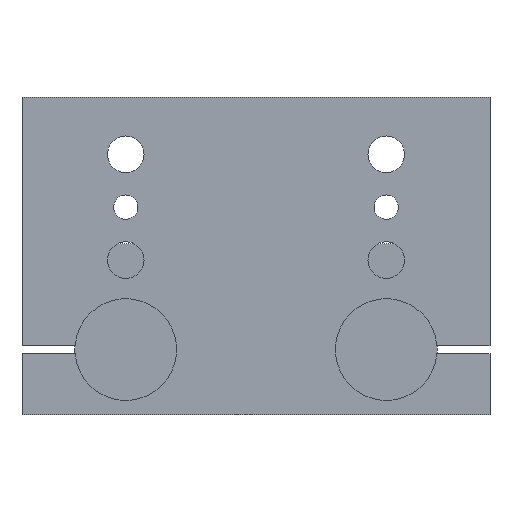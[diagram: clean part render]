
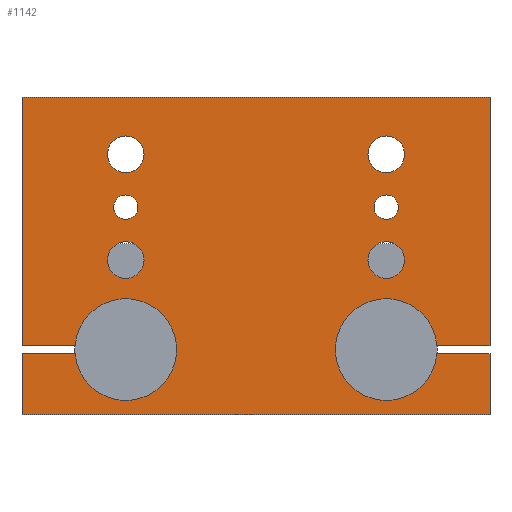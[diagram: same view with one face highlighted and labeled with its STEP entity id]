
A CAD part, front view. The second image highlights one B-rep face of the part: STEP entity #1142.
In plain terms, the highlighted planar face has unit normal (0, -1, 0).
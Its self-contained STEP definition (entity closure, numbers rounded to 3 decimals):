
#123=CARTESIAN_POINT('',(44.45,0.0,17.0));
#124=VERTEX_POINT('',#123);
#131=CARTESIAN_POINT('',(44.45,0.0,15.0));
#132=VERTEX_POINT('',#131);
#133=CARTESIAN_POINT('',(32.0,0.0,16.0));
#134=DIRECTION('',(0.0,-1.0,0.0));
#135=DIRECTION('',(0.997,0.0,0.08));
#136=AXIS2_PLACEMENT_3D('',#133,#134,#135);
#137=CIRCLE('',#136,12.49);
#138=EDGE_CURVE('',#124,#132,#137,.T.);
#165=CARTESIAN_POINT('',(29.,0.0,51.));
#166=VERTEX_POINT('',#165);
#167=CARTESIAN_POINT('',(32.0,0.0,51.));
#168=DIRECTION('',(0.0,1.0,0.0));
#169=DIRECTION('',(1.0,0.0,0.0));
#170=AXIS2_PLACEMENT_3D('',#167,#168,#169);
#171=CIRCLE('',#170,3.0);
#172=EDGE_CURVE('',#166,#166,#171,.T.);
#193=CARTESIAN_POINT('',(-35.0,0.0,51.));
#194=VERTEX_POINT('',#193);
#195=CARTESIAN_POINT('',(-32.0,0.0,51.));
#196=DIRECTION('',(0.0,1.0,0.0));
#197=DIRECTION('',(1.0,0.0,0.0));
#198=AXIS2_PLACEMENT_3D('',#195,#196,#197);
#199=CIRCLE('',#198,3.0);
#200=EDGE_CURVE('',#194,#194,#199,.T.);
#274=CARTESIAN_POINT('',(-44.45,0.0,15.0));
#275=VERTEX_POINT('',#274);
#282=CARTESIAN_POINT('',(-44.45,0.0,17.0));
#283=VERTEX_POINT('',#282);
#284=CARTESIAN_POINT('',(-32.0,0.0,16.0));
#285=DIRECTION('',(0.0,-1.0,0.0));
#286=DIRECTION('',(-0.997,0.0,-0.08));
#287=AXIS2_PLACEMENT_3D('',#284,#285,#286);
#288=CIRCLE('',#287,12.49);
#289=EDGE_CURVE('',#275,#283,#288,.T.);
#460=CARTESIAN_POINT('',(27.5,0.0,38.0));
#461=VERTEX_POINT('',#460);
#462=CARTESIAN_POINT('',(32.0,0.0,38.0));
#463=DIRECTION('',(0.0,1.0,0.0));
#464=DIRECTION('',(1.0,0.0,0.0));
#465=AXIS2_PLACEMENT_3D('',#462,#463,#464);
#466=CIRCLE('',#465,4.5);
#467=EDGE_CURVE('',#461,#461,#466,.T.);
#516=CARTESIAN_POINT('',(-36.5,0.0,64.0));
#517=VERTEX_POINT('',#516);
#518=CARTESIAN_POINT('',(-32.0,0.0,64.0));
#519=DIRECTION('',(0.0,1.0,0.0));
#520=DIRECTION('',(1.0,0.0,0.0));
#521=AXIS2_PLACEMENT_3D('',#518,#519,#520);
#522=CIRCLE('',#521,4.5);
#523=EDGE_CURVE('',#517,#517,#522,.T.);
#572=CARTESIAN_POINT('',(27.5,0.0,64.0));
#573=VERTEX_POINT('',#572);
#574=CARTESIAN_POINT('',(32.0,0.0,64.0));
#575=DIRECTION('',(0.0,1.0,0.0));
#576=DIRECTION('',(1.0,0.0,0.0));
#577=AXIS2_PLACEMENT_3D('',#574,#575,#576);
#578=CIRCLE('',#577,4.5);
#579=EDGE_CURVE('',#573,#573,#578,.T.);
#628=CARTESIAN_POINT('',(-36.5,0.0,38.0));
#629=VERTEX_POINT('',#628);
#630=CARTESIAN_POINT('',(-32.0,0.0,38.0));
#631=DIRECTION('',(0.0,1.0,0.0));
#632=DIRECTION('',(1.0,0.0,0.0));
#633=AXIS2_PLACEMENT_3D('',#630,#631,#632);
#634=CIRCLE('',#633,4.5);
#635=EDGE_CURVE('',#629,#629,#634,.T.);
#748=CARTESIAN_POINT('',(-57.5,0.0,15.0));
#749=VERTEX_POINT('',#748);
#756=CARTESIAN_POINT('',(-57.5,0.0,15.0));
#757=DIRECTION('',(1.0,0.0,0.0));
#758=VECTOR('',#757,13.05);
#759=LINE('',#756,#758);
#760=EDGE_CURVE('',#749,#275,#759,.T.);
#905=CARTESIAN_POINT('',(57.5,0.0,15.0));
#906=VERTEX_POINT('',#905);
#907=CARTESIAN_POINT('',(44.45,0.0,15.0));
#908=DIRECTION('',(1.0,0.0,0.0));
#909=VECTOR('',#908,13.05);
#910=LINE('',#907,#909);
#911=EDGE_CURVE('',#132,#906,#910,.T.);
#929=CARTESIAN_POINT('',(57.5,0.0,0.0));
#930=VERTEX_POINT('',#929);
#937=CARTESIAN_POINT('',(-57.5,0.0,0.0));
#938=VERTEX_POINT('',#937);
#939=CARTESIAN_POINT('',(57.5,0.0,0.0));
#940=DIRECTION('',(-1.0,0.0,0.0));
#941=VECTOR('',#940,115.0);
#942=LINE('',#939,#941);
#943=EDGE_CURVE('',#930,#938,#942,.T.);
#961=CARTESIAN_POINT('',(57.5,0.0,15.0));
#962=DIRECTION('',(0.0,0.0,-1.0));
#963=VECTOR('',#962,15.0);
#964=LINE('',#961,#963);
#965=EDGE_CURVE('',#906,#930,#964,.T.);
#978=CARTESIAN_POINT('',(57.5,0.0,17.0));
#979=VERTEX_POINT('',#978);
#986=CARTESIAN_POINT('',(57.5,0.0,17.0));
#987=DIRECTION('',(-1.0,0.0,0.0));
#988=VECTOR('',#987,13.05);
#989=LINE('',#986,#988);
#990=EDGE_CURVE('',#979,#124,#989,.T.);
#1003=CARTESIAN_POINT('',(57.5,0.0,78.0));
#1004=VERTEX_POINT('',#1003);
#1011=CARTESIAN_POINT('',(57.5,0.0,78.0));
#1012=DIRECTION('',(0.0,0.0,-1.0));
#1013=VECTOR('',#1012,61.);
#1014=LINE('',#1011,#1013);
#1015=EDGE_CURVE('',#1004,#979,#1014,.T.);
#1027=CARTESIAN_POINT('',(-57.5,0.0,78.0));
#1028=VERTEX_POINT('',#1027);
#1035=CARTESIAN_POINT('',(-57.5,0.0,78.0));
#1036=DIRECTION('',(1.0,0.0,0.0));
#1037=VECTOR('',#1036,115.0);
#1038=LINE('',#1035,#1037);
#1039=EDGE_CURVE('',#1028,#1004,#1038,.T.);
#1051=CARTESIAN_POINT('',(-57.5,0.0,17.0));
#1052=VERTEX_POINT('',#1051);
#1059=CARTESIAN_POINT('',(-57.5,0.0,17.0));
#1060=DIRECTION('',(0.0,0.0,1.0));
#1061=VECTOR('',#1060,61.0);
#1062=LINE('',#1059,#1061);
#1063=EDGE_CURVE('',#1052,#1028,#1062,.T.);
#1076=CARTESIAN_POINT('',(-44.45,0.0,17.0));
#1077=DIRECTION('',(-1.0,0.0,0.0));
#1078=VECTOR('',#1077,13.05);
#1079=LINE('',#1076,#1078);
#1080=EDGE_CURVE('',#283,#1052,#1079,.T.);
#1095=CARTESIAN_POINT('',(-57.5,0.0,0.0));
#1096=DIRECTION('',(0.0,0.0,1.0));
#1097=VECTOR('',#1096,15.0);
#1098=LINE('',#1095,#1097);
#1099=EDGE_CURVE('',#938,#749,#1098,.T.);
#1105=CARTESIAN_POINT('',(0.0,0.0,0.0));
#1106=DIRECTION('',(0.0,1.0,0.0));
#1107=DIRECTION('',(0.0,0.0,1.0));
#1108=AXIS2_PLACEMENT_3D('',#1105,#1106,#1107);
#1109=PLANE('',#1108);
#1110=ORIENTED_EDGE('',*,*,#1099,.F.);
#1111=ORIENTED_EDGE('',*,*,#943,.F.);
#1112=ORIENTED_EDGE('',*,*,#965,.F.);
#1113=ORIENTED_EDGE('',*,*,#911,.F.);
#1114=ORIENTED_EDGE('',*,*,#138,.F.);
#1115=ORIENTED_EDGE('',*,*,#990,.F.);
#1116=ORIENTED_EDGE('',*,*,#1015,.F.);
#1117=ORIENTED_EDGE('',*,*,#1039,.F.);
#1118=ORIENTED_EDGE('',*,*,#1063,.F.);
#1119=ORIENTED_EDGE('',*,*,#1080,.F.);
#1120=ORIENTED_EDGE('',*,*,#289,.F.);
#1121=ORIENTED_EDGE('',*,*,#760,.F.);
#1122=EDGE_LOOP('',(#1110,#1111,#1112,#1113,#1114,#1115,#1116,#1117,#1118,#1119,#1120,#1121));
#1123=FACE_OUTER_BOUND('',#1122,.T.);
#1124=ORIENTED_EDGE('',*,*,#579,.T.);
#1125=EDGE_LOOP('',(#1124));
#1126=FACE_BOUND('',#1125,.T.);
#1127=ORIENTED_EDGE('',*,*,#523,.T.);
#1128=EDGE_LOOP('',(#1127));
#1129=FACE_BOUND('',#1128,.T.);
#1130=ORIENTED_EDGE('',*,*,#467,.T.);
#1131=EDGE_LOOP('',(#1130));
#1132=FACE_BOUND('',#1131,.T.);
#1133=ORIENTED_EDGE('',*,*,#635,.T.);
#1134=EDGE_LOOP('',(#1133));
#1135=FACE_BOUND('',#1134,.T.);
#1136=ORIENTED_EDGE('',*,*,#172,.T.);
#1137=EDGE_LOOP('',(#1136));
#1138=FACE_BOUND('',#1137,.T.);
#1139=ORIENTED_EDGE('',*,*,#200,.T.);
#1140=EDGE_LOOP('',(#1139));
#1141=FACE_BOUND('',#1140,.T.);
#1142=ADVANCED_FACE('',(#1123,#1126,#1129,#1132,#1135,#1138,#1141),#1109,.F.);
